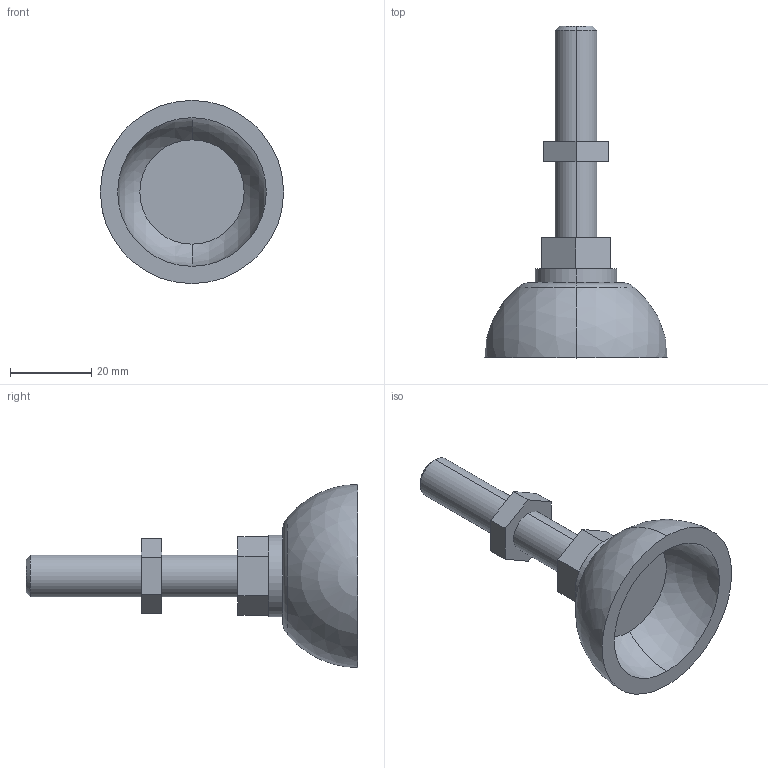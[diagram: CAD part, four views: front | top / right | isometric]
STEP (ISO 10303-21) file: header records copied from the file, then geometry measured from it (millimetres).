
FILE_DESCRIPTION (( 'STEP AP214' ), '1' );
FILE_NAME ('2à ðåãóëèðóåìàÿ Ì10õ52(D00).STEP', '2015-12-16T12:27:08', ( '' ), ( '' ), 'SwSTEP 2.0', 'SolidWorks 2014', '' );
FILE_SCHEMA (( 'AUTOMOTIVE_DESIGN' ));
Length unit declared in the file: millimetre
Products named in the file (5): hex thin nut gradeb_din_Hexagon Nut ISO 4036 - M10 - N; 2à ðåãóëèðóåìàÿ Ì10õ52(D00); SNSD.30.53.06. Îïîðà ðåãóëèðóåìàÿ Ì10õ52(D00); hex thin nut gradeb_din; SNSD.30.53.06. Îïîðà ðåãóëèðóåìàÿ Ì10õ52(D00)_00
Assembly tree (2 placements, depth 2):
  2à ðåãóëèðóåìàÿ Ì10õ52(D00)
    SNSD.30.53.06. Îïîðà ðåãóëèðóåìàÿ Ì10õ52(D00)_00
    hex thin nut gradeb_din_Hexagon Nut ISO 4036 - M10 - N
  SNSD.30.53.06. Îïîðà ðåãóëèðóåìàÿ Ì10õ52(D00)
  hex thin nut gradeb_din
Bounding box: 45 x 81.5 x 45 mm (x, y, z)
Volume: 19420.9 mm3; surface area: 9009.1 mm2
Topology: 2 solids, 3 shells, 46 faces, 106 edges, 66 vertices
Faces by surface type: plane 22, cylinder 12, cone 6, sphere 4, torus 2
Entity records: 1410 total; most frequent: DIRECTION 246, CARTESIAN_POINT 212, ORIENTED_EDGE 196, EDGE_CURVE 98, AXIS2_PLACEMENT_3D 96, VERTEX_POINT 62, LINE 54, EDGE_LOOP 54
